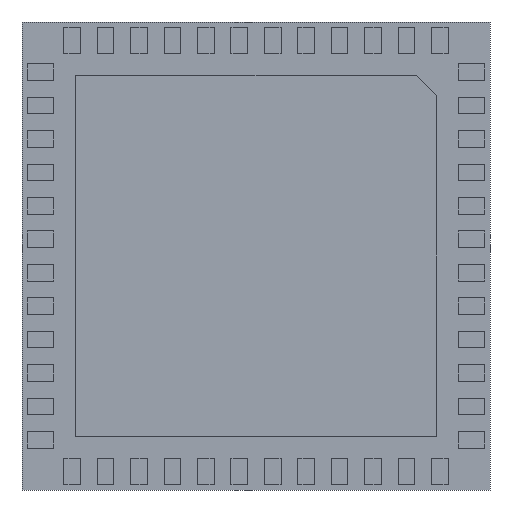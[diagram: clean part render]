
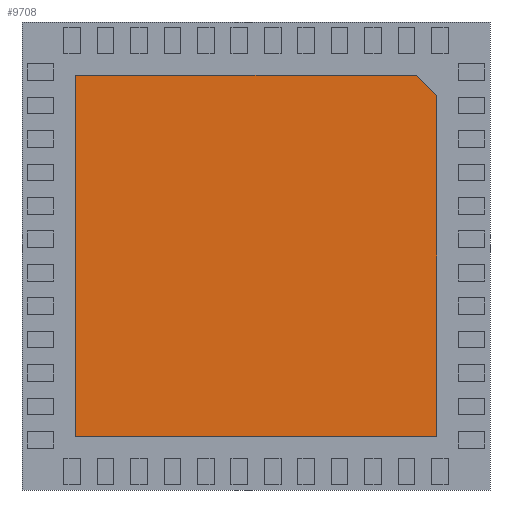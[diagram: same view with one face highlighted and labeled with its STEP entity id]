
A CAD part, front view. The second image highlights one B-rep face of the part: STEP entity #9708.
In plain terms, the highlighted planar face has unit normal (0, -1, 0).
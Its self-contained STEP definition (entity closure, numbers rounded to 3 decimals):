
#164 = ORIENTED_EDGE ( 'NONE', *, *, #12278, .T. ) ;
#1026 = VERTEX_POINT ( 'NONE', #17911 ) ;
#1844 = VERTEX_POINT ( 'NONE', #8879 ) ;
#2242 = CARTESIAN_POINT ( 'NONE',  ( 2.7, 0., -2.7 ) ) ;
#2405 = DIRECTION ( 'NONE',  ( -0.707, 0., 0.707 ) ) ;
#2487 = EDGE_CURVE ( 'NONE', #1844, #22762, #5725, .T. ) ;
#2731 = PLANE ( 'NONE',  #21700 ) ;
#2790 = ORIENTED_EDGE ( 'NONE', *, *, #19348, .T. ) ;
#4262 = EDGE_LOOP ( 'NONE', ( #6372, #164, #2790, #27428, #8310 ) ) ;
#5725 = LINE ( 'NONE', #22409, #25838 ) ;
#5840 = DIRECTION ( 'NONE',  ( 1., 0., 0. ) ) ;
#6372 = ORIENTED_EDGE ( 'NONE', *, *, #6418, .T. ) ;
#6418 = EDGE_CURVE ( 'NONE', #1026, #28191, #23735, .T. ) ;
#7236 = DIRECTION ( 'NONE',  ( 0., -1., 0. ) ) ;
#7655 = DIRECTION ( 'NONE',  ( 0., 0., 1. ) ) ;
#8310 = ORIENTED_EDGE ( 'NONE', *, *, #8840, .T. ) ;
#8628 = LINE ( 'NONE', #18041, #15768 ) ;
#8840 = EDGE_CURVE ( 'NONE', #22762, #1026, #8628, .T. ) ;
#8879 = CARTESIAN_POINT ( 'NONE',  ( -2.7, 0., 2.7 ) ) ;
#9708 = ADVANCED_FACE ( 'NONE', ( #18979 ), #2731, .T. ) ;
#12278 = EDGE_CURVE ( 'NONE', #28191, #16260, #12454, .T. ) ;
#12419 = VECTOR ( 'NONE', #2405, 1000. ) ;
#12454 = LINE ( 'NONE', #28871, #12419 ) ;
#15058 = DIRECTION ( 'NONE',  ( -1., 0., 0. ) ) ;
#15768 = VECTOR ( 'NONE', #5840, 1000. ) ;
#16260 = VERTEX_POINT ( 'NONE', #18097 ) ;
#16660 = DIRECTION ( 'NONE',  ( 0., 0., -1. ) ) ;
#16801 = VECTOR ( 'NONE', #7655, 1000. ) ;
#17667 = LINE ( 'NONE', #29145, #23264 ) ;
#17911 = CARTESIAN_POINT ( 'NONE',  ( 2.7, 0., -2.7 ) ) ;
#18041 = CARTESIAN_POINT ( 'NONE',  ( -2.7, 0., -2.7 ) ) ;
#18097 = CARTESIAN_POINT ( 'NONE',  ( 2.4, 0., 2.7 ) ) ;
#18979 = FACE_OUTER_BOUND ( 'NONE', #4262, .T. ) ;
#19348 = EDGE_CURVE ( 'NONE', #16260, #1844, #17667, .T. ) ;
#21700 = AXIS2_PLACEMENT_3D ( 'NONE', #28441, #7236, #16660 ) ;
#22409 = CARTESIAN_POINT ( 'NONE',  ( -2.7, 0., 2.7 ) ) ;
#22762 = VERTEX_POINT ( 'NONE', #29767 ) ;
#23264 = VECTOR ( 'NONE', #15058, 1000. ) ;
#23735 = LINE ( 'NONE', #2242, #16801 ) ;
#23991 = CARTESIAN_POINT ( 'NONE',  ( 2.7, 0., 2.4 ) ) ;
#24427 = DIRECTION ( 'NONE',  ( 0., 0., -1. ) ) ;
#25838 = VECTOR ( 'NONE', #24427, 1000. ) ;
#27428 = ORIENTED_EDGE ( 'NONE', *, *, #2487, .T. ) ;
#28191 = VERTEX_POINT ( 'NONE', #23991 ) ;
#28441 = CARTESIAN_POINT ( 'NONE',  ( 0., 0., 0. ) ) ;
#28871 = CARTESIAN_POINT ( 'NONE',  ( 2.7, 0., 2.4 ) ) ;
#29145 = CARTESIAN_POINT ( 'NONE',  ( 2.4, 0., 2.7 ) ) ;
#29767 = CARTESIAN_POINT ( 'NONE',  ( -2.7, 0., -2.7 ) ) ;
